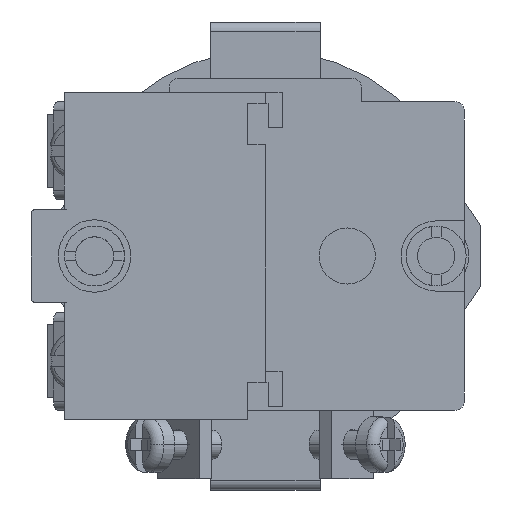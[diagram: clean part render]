
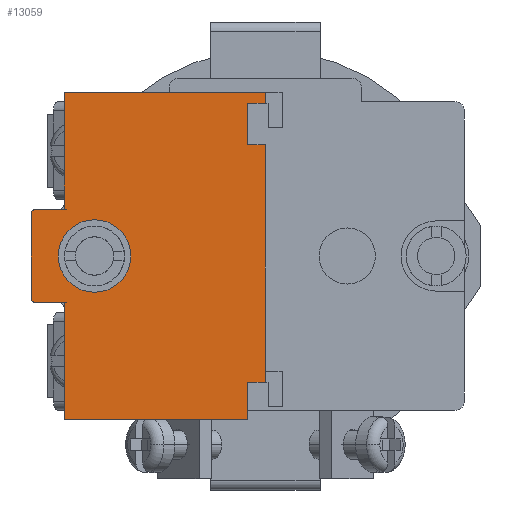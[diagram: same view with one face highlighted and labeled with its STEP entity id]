
A CAD part, front view. The second image highlights one B-rep face of the part: STEP entity #13059.
In plain terms, the highlighted planar face has unit normal (0, -1, 0).
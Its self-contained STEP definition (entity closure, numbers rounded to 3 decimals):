
#145 = ORIENTED_EDGE ( 'NONE', *, *, #15831, .T. ) ;
#150 = DIRECTION ( 'NONE',  ( -1., 0., 0. ) ) ;
#166 = ORIENTED_EDGE ( 'NONE', *, *, #4636, .F. ) ;
#415 = EDGE_CURVE ( 'NONE', #491, #14027, #18393, .T. ) ;
#470 = EDGE_CURVE ( 'NONE', #4773, #13629, #11379, .T. ) ;
#491 = VERTEX_POINT ( 'NONE', #18921 ) ;
#781 = VERTEX_POINT ( 'NONE', #13401 ) ;
#875 = CARTESIAN_POINT ( 'NONE',  ( -21.5, -72.1, -17.5 ) ) ;
#901 = CARTESIAN_POINT ( 'NONE',  ( -18.25, -72.1, 0. ) ) ;
#957 = DIRECTION ( 'NONE',  ( -1., 0., 0. ) ) ;
#1260 = VERTEX_POINT ( 'NONE', #4016 ) ;
#1395 = EDGE_CURVE ( 'NONE', #5149, #2951, #5918, .T. ) ;
#1442 = CARTESIAN_POINT ( 'NONE',  ( -24.5, -72.1, -4.5 ) ) ;
#1589 = CARTESIAN_POINT ( 'NONE',  ( -1.9, -72.1, -13.5 ) ) ;
#1644 = AXIS2_PLACEMENT_3D ( 'NONE', #1442, #16523, #4632 ) ;
#1777 = EDGE_LOOP ( 'NONE', ( #8540, #15602, #166, #3241, #2635, #15864, #17467, #4180, #10891, #2155, #10522, #12490, #7911, #145, #14413, #13606 ) ) ;
#1793 = CARTESIAN_POINT ( 'NONE',  ( -25., -72.1, 5. ) ) ;
#1828 = VECTOR ( 'NONE', #4728, 1000. ) ;
#1914 = CARTESIAN_POINT ( 'NONE',  ( -12.5, -72.1, 0. ) ) ;
#2059 = PLANE ( 'NONE',  #15343 ) ;
#2155 = ORIENTED_EDGE ( 'NONE', *, *, #7296, .T. ) ;
#2530 = AXIS2_PLACEMENT_3D ( 'NONE', #13733, #13607, #150 ) ;
#2635 = ORIENTED_EDGE ( 'NONE', *, *, #13421, .F. ) ;
#2767 = VERTEX_POINT ( 'NONE', #16268 ) ;
#2951 = VERTEX_POINT ( 'NONE', #1589 ) ;
#3241 = ORIENTED_EDGE ( 'NONE', *, *, #13632, .F. ) ;
#3416 = AXIS2_PLACEMENT_3D ( 'NONE', #901, #13108, #957 ) ;
#3646 = LINE ( 'NONE', #9741, #17641 ) ;
#3939 = FACE_BOUND ( 'NONE', #6951, .T. ) ;
#3963 = VECTOR ( 'NONE', #14236, 1000. ) ;
#4016 = CARTESIAN_POINT ( 'NONE',  ( -21.5, -72.1, 17.5 ) ) ;
#4036 = DIRECTION ( 'NONE',  ( -1., 0., 0. ) ) ;
#4098 = DIRECTION ( 'NONE',  ( 0., 1., 0. ) ) ;
#4108 = CARTESIAN_POINT ( 'NONE',  ( -25., -72.1, 17.5 ) ) ;
#4180 = ORIENTED_EDGE ( 'NONE', *, *, #18589, .F. ) ;
#4260 = EDGE_CURVE ( 'NONE', #14027, #13762, #5229, .T. ) ;
#4384 = FACE_OUTER_BOUND ( 'NONE', #1777, .T. ) ;
#4443 = DIRECTION ( 'NONE',  ( 0., 0., -1. ) ) ;
#4632 = DIRECTION ( 'NONE',  ( -1., 0., 0. ) ) ;
#4636 = EDGE_CURVE ( 'NONE', #781, #13762, #7524, .T. ) ;
#4728 = DIRECTION ( 'NONE',  ( 1., 0., 0. ) ) ;
#4773 = VERTEX_POINT ( 'NONE', #5658 ) ;
#5149 = VERTEX_POINT ( 'NONE', #8261 ) ;
#5229 = LINE ( 'NONE', #6015, #13394 ) ;
#5250 = ORIENTED_EDGE ( 'NONE', *, *, #10504, .T. ) ;
#5430 = VECTOR ( 'NONE', #11621, 1000. ) ;
#5513 = CARTESIAN_POINT ( 'NONE',  ( -21.5, -72.1, -5. ) ) ;
#5592 = EDGE_CURVE ( 'NONE', #2767, #14559, #5831, .T. ) ;
#5658 = CARTESIAN_POINT ( 'NONE',  ( -22.125, -72.1, 0. ) ) ;
#5831 = LINE ( 'NONE', #1793, #6320 ) ;
#5918 = LINE ( 'NONE', #6045, #6892 ) ;
#5982 = EDGE_CURVE ( 'NONE', #11479, #491, #17960, .T. ) ;
#6015 = CARTESIAN_POINT ( 'NONE',  ( -1.9, -72.1, 16.3 ) ) ;
#6023 = DIRECTION ( 'NONE',  ( 0., 0., 1. ) ) ;
#6045 = CARTESIAN_POINT ( 'NONE',  ( -1.9, -72.1, -17.5 ) ) ;
#6320 = VECTOR ( 'NONE', #7784, 1000. ) ;
#6341 = DIRECTION ( 'NONE',  ( 0., 0., -1. ) ) ;
#6417 = DIRECTION ( 'NONE',  ( -1., 0., 0. ) ) ;
#6560 = DIRECTION ( 'NONE',  ( 1., 0., 0. ) ) ;
#6624 = DIRECTION ( 'NONE',  ( 1., 0., 0. ) ) ;
#6892 = VECTOR ( 'NONE', #13647, 1000. ) ;
#6939 = LINE ( 'NONE', #7698, #13457 ) ;
#6951 = EDGE_LOOP ( 'NONE', ( #5250, #9922 ) ) ;
#7178 = VERTEX_POINT ( 'NONE', #17145 ) ;
#7203 = CIRCLE ( 'NONE', #2530, 0.5 ) ;
#7218 = DIRECTION ( 'NONE',  ( 0., 0., 1. ) ) ;
#7296 = EDGE_CURVE ( 'NONE', #18127, #16954, #3646, .T. ) ;
#7354 = DIRECTION ( 'NONE',  ( -1., 0., 0. ) ) ;
#7376 = CIRCLE ( 'NONE', #1644, 0.5 ) ;
#7524 = LINE ( 'NONE', #11488, #5430 ) ;
#7641 = EDGE_CURVE ( 'NONE', #12619, #18127, #7376, .T. ) ;
#7652 = CARTESIAN_POINT ( 'NONE',  ( 0.3, -72.1, -13.5 ) ) ;
#7698 = CARTESIAN_POINT ( 'NONE',  ( 0., -72.1, 17.5 ) ) ;
#7784 = DIRECTION ( 'NONE',  ( 1., 0., 0. ) ) ;
#7911 = ORIENTED_EDGE ( 'NONE', *, *, #1395, .T. ) ;
#7964 = CARTESIAN_POINT ( 'NONE',  ( 0., -72.1, 11.9 ) ) ;
#8261 = CARTESIAN_POINT ( 'NONE',  ( -1.9, -72.1, -17.5 ) ) ;
#8336 = VECTOR ( 'NONE', #6023, 1000. ) ;
#8362 = LINE ( 'NONE', #14788, #18432 ) ;
#8526 = CARTESIAN_POINT ( 'NONE',  ( -18.25, -72.1, 0. ) ) ;
#8540 = ORIENTED_EDGE ( 'NONE', *, *, #415, .T. ) ;
#8760 = CARTESIAN_POINT ( 'NONE',  ( -25., -72.1, 17.5 ) ) ;
#9618 = VECTOR ( 'NONE', #7218, 1000. ) ;
#9741 = CARTESIAN_POINT ( 'NONE',  ( -25., -72.1, -5. ) ) ;
#9755 = EDGE_CURVE ( 'NONE', #5149, #14424, #8362, .T. ) ;
#9922 = ORIENTED_EDGE ( 'NONE', *, *, #470, .T. ) ;
#10040 = DIRECTION ( 'NONE',  ( 1., 0., 0. ) ) ;
#10046 = CARTESIAN_POINT ( 'NONE',  ( -21.5, -72.1, 5. ) ) ;
#10157 = VECTOR ( 'NONE', #4443, 1000. ) ;
#10273 = LINE ( 'NONE', #7652, #1828 ) ;
#10504 = EDGE_CURVE ( 'NONE', #13629, #4773, #19301, .T. ) ;
#10522 = ORIENTED_EDGE ( 'NONE', *, *, #16551, .T. ) ;
#10891 = ORIENTED_EDGE ( 'NONE', *, *, #7641, .T. ) ;
#11379 = CIRCLE ( 'NONE', #18954, 3.875 ) ;
#11479 = VERTEX_POINT ( 'NONE', #7964 ) ;
#11488 = CARTESIAN_POINT ( 'NONE',  ( 0., -72.1, 17.5 ) ) ;
#11579 = VERTEX_POINT ( 'NONE', #13003 ) ;
#11621 = DIRECTION ( 'NONE',  ( 0., 0., -1. ) ) ;
#11885 = CARTESIAN_POINT ( 'NONE',  ( -21.5, -72.1, -5. ) ) ;
#12470 = DIRECTION ( 'NONE',  ( 0., 0., 1. ) ) ;
#12472 = CARTESIAN_POINT ( 'NONE',  ( -12.5, -72.1, 11.9 ) ) ;
#12490 = ORIENTED_EDGE ( 'NONE', *, *, #9755, .F. ) ;
#12619 = VERTEX_POINT ( 'NONE', #17025 ) ;
#12807 = LINE ( 'NONE', #16496, #8336 ) ;
#12915 = EDGE_CURVE ( 'NONE', #2767, #7178, #7203, .T. ) ;
#13003 = CARTESIAN_POINT ( 'NONE',  ( 0., -72.1, -13.5 ) ) ;
#13059 = ADVANCED_FACE ( 'NONE', ( #3939, #4384 ), #2059, .F. ) ;
#13108 = DIRECTION ( 'NONE',  ( 0., 1., 0. ) ) ;
#13394 = VECTOR ( 'NONE', #6560, 1000. ) ;
#13401 = CARTESIAN_POINT ( 'NONE',  ( 0., -72.1, 17.5 ) ) ;
#13421 = EDGE_CURVE ( 'NONE', #14559, #1260, #12807, .T. ) ;
#13457 = VECTOR ( 'NONE', #6341, 1000. ) ;
#13606 = ORIENTED_EDGE ( 'NONE', *, *, #5982, .T. ) ;
#13607 = DIRECTION ( 'NONE',  ( 0., -1., 0. ) ) ;
#13629 = VERTEX_POINT ( 'NONE', #14426 ) ;
#13632 = EDGE_CURVE ( 'NONE', #1260, #781, #19314, .T. ) ;
#13647 = DIRECTION ( 'NONE',  ( 0., 0., 1. ) ) ;
#13733 = CARTESIAN_POINT ( 'NONE',  ( -24.5, -72.1, 4.5 ) ) ;
#13743 = EDGE_CURVE ( 'NONE', #11479, #11579, #6939, .T. ) ;
#13762 = VERTEX_POINT ( 'NONE', #15285 ) ;
#14027 = VERTEX_POINT ( 'NONE', #17712 ) ;
#14236 = DIRECTION ( 'NONE',  ( -1., 0., 0. ) ) ;
#14413 = ORIENTED_EDGE ( 'NONE', *, *, #13743, .F. ) ;
#14424 = VERTEX_POINT ( 'NONE', #875 ) ;
#14426 = CARTESIAN_POINT ( 'NONE',  ( -14.375, -72.1, 0. ) ) ;
#14559 = VERTEX_POINT ( 'NONE', #10046 ) ;
#14739 = CARTESIAN_POINT ( 'NONE',  ( -24.5, -72.1, -5. ) ) ;
#14788 = CARTESIAN_POINT ( 'NONE',  ( -25., -72.1, -17.5 ) ) ;
#15285 = CARTESIAN_POINT ( 'NONE',  ( 0., -72.1, 16.3 ) ) ;
#15293 = DIRECTION ( 'NONE',  ( 0., 1., 0. ) ) ;
#15343 = AXIS2_PLACEMENT_3D ( 'NONE', #1914, #15293, #6417 ) ;
#15602 = ORIENTED_EDGE ( 'NONE', *, *, #4260, .T. ) ;
#15766 = CARTESIAN_POINT ( 'NONE',  ( -1.9, -72.1, 16.3 ) ) ;
#15831 = EDGE_CURVE ( 'NONE', #2951, #11579, #10273, .T. ) ;
#15864 = ORIENTED_EDGE ( 'NONE', *, *, #5592, .F. ) ;
#16268 = CARTESIAN_POINT ( 'NONE',  ( -24.5, -72.1, 5. ) ) ;
#16496 = CARTESIAN_POINT ( 'NONE',  ( -21.5, -72.1, 5. ) ) ;
#16523 = DIRECTION ( 'NONE',  ( 0., -1., 0. ) ) ;
#16524 = VECTOR ( 'NONE', #10040, 1000. ) ;
#16551 = EDGE_CURVE ( 'NONE', #16954, #14424, #18355, .T. ) ;
#16954 = VERTEX_POINT ( 'NONE', #5513 ) ;
#17025 = CARTESIAN_POINT ( 'NONE',  ( -25., -72.1, -4.5 ) ) ;
#17145 = CARTESIAN_POINT ( 'NONE',  ( -25., -72.1, 4.5 ) ) ;
#17239 = VECTOR ( 'NONE', #12470, 1000. ) ;
#17467 = ORIENTED_EDGE ( 'NONE', *, *, #12915, .T. ) ;
#17641 = VECTOR ( 'NONE', #6624, 1000. ) ;
#17712 = CARTESIAN_POINT ( 'NONE',  ( -1.9, -72.1, 16.3 ) ) ;
#17960 = LINE ( 'NONE', #12472, #3963 ) ;
#18127 = VERTEX_POINT ( 'NONE', #14739 ) ;
#18355 = LINE ( 'NONE', #11885, #10157 ) ;
#18393 = LINE ( 'NONE', #15766, #17239 ) ;
#18432 = VECTOR ( 'NONE', #7354, 1000. ) ;
#18589 = EDGE_CURVE ( 'NONE', #12619, #7178, #19173, .T. ) ;
#18921 = CARTESIAN_POINT ( 'NONE',  ( -1.9, -72.1, 11.9 ) ) ;
#18954 = AXIS2_PLACEMENT_3D ( 'NONE', #8526, #4098, #4036 ) ;
#19173 = LINE ( 'NONE', #8760, #9618 ) ;
#19301 = CIRCLE ( 'NONE', #3416, 3.875 ) ;
#19314 = LINE ( 'NONE', #4108, #16524 ) ;
